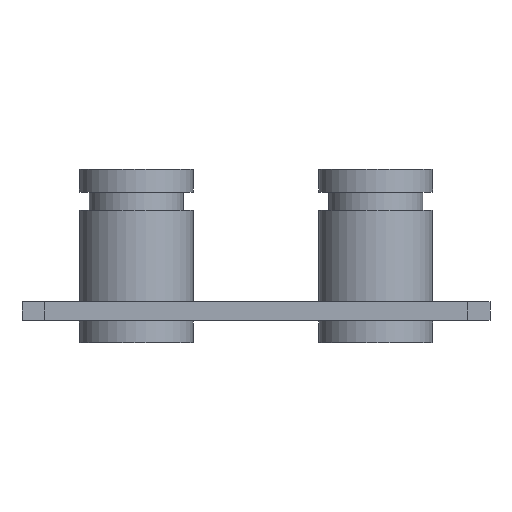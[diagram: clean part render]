
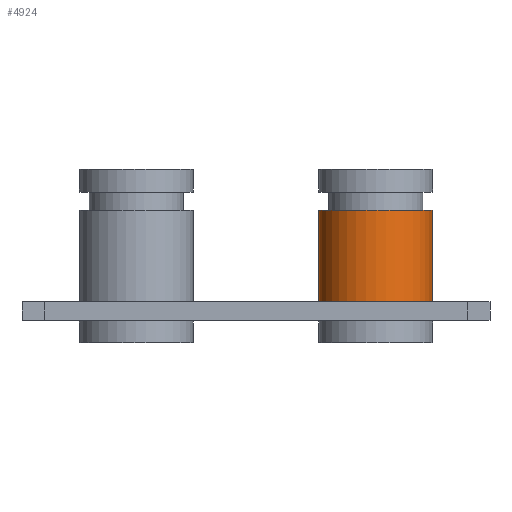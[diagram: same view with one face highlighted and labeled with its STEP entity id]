
A CAD part, front view. The second image highlights one B-rep face of the part: STEP entity #4924.
In plain terms, the highlighted cylindrical face has radius 5 mm (diameter 10 mm), a full revolution.
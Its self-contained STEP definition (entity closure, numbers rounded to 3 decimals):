
#4924 = ADVANCED_FACE('',(#4925),#4952,.T.);
#4925 = FACE_BOUND('',#4926,.T.);
#4926 = EDGE_LOOP('',(#4927,#4936,#4944,#4951));
#4927 = ORIENTED_EDGE('',*,*,#4928,.T.);
#4928 = EDGE_CURVE('',#4929,#4929,#4931,.T.);
#4929 = VERTEX_POINT('',#4930);
#4930 = CARTESIAN_POINT('',(5.,0.,0.));
#4931 = CIRCLE('',#4932,5.);
#4932 = AXIS2_PLACEMENT_3D('',#4933,#4934,#4935);
#4933 = CARTESIAN_POINT('',(0.,0.,0.));
#4934 = DIRECTION('',(0.,0.,1.));
#4935 = DIRECTION('',(1.,0.,0.));
#4936 = ORIENTED_EDGE('',*,*,#4937,.T.);
#4937 = EDGE_CURVE('',#4929,#4938,#4940,.T.);
#4938 = VERTEX_POINT('',#4939);
#4939 = CARTESIAN_POINT('',(5.,0.,8.));
#4940 = LINE('',#4941,#4942);
#4941 = CARTESIAN_POINT('',(5.,0.,0.));
#4942 = VECTOR('',#4943,1.);
#4943 = DIRECTION('',(0.,0.,1.));
#4944 = ORIENTED_EDGE('',*,*,#4945,.F.);
#4945 = EDGE_CURVE('',#4938,#4938,#4946,.T.);
#4946 = CIRCLE('',#4947,5.);
#4947 = AXIS2_PLACEMENT_3D('',#4948,#4949,#4950);
#4948 = CARTESIAN_POINT('',(0.,0.,8.));
#4949 = DIRECTION('',(0.,0.,1.));
#4950 = DIRECTION('',(1.,0.,0.));
#4951 = ORIENTED_EDGE('',*,*,#4937,.F.);
#4952 = CYLINDRICAL_SURFACE('',#4953,5.);
#4953 = AXIS2_PLACEMENT_3D('',#4954,#4955,#4956);
#4954 = CARTESIAN_POINT('',(0.,0.,0.));
#4955 = DIRECTION('',(0.,0.,-1.));
#4956 = DIRECTION('',(1.,0.,0.));
